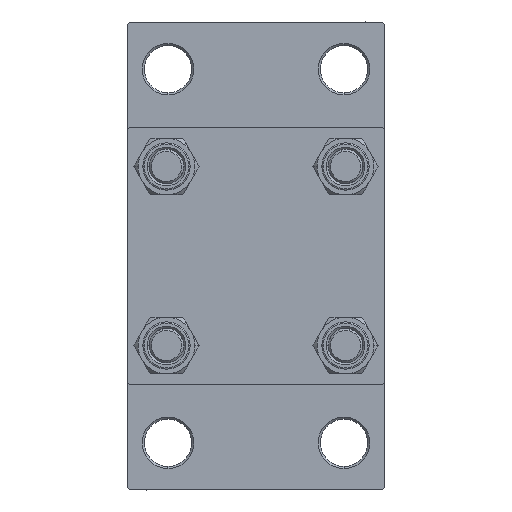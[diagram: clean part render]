
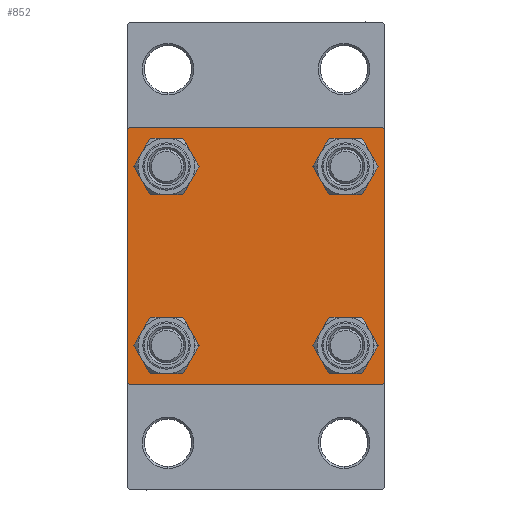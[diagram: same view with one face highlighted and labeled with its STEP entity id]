
A CAD part, left-side view. The second image highlights one B-rep face of the part: STEP entity #852.
In plain terms, the highlighted planar face has unit normal (-1, 0, 0).
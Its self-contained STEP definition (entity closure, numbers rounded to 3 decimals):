
#151 = EDGE_CURVE ( 'NONE', #39968, #36451, #30047, .T. ) ;
#765 = VERTEX_POINT ( 'NONE', #20253 ) ;
#852 = ADVANCED_FACE ( 'NONE', ( #18029, #10845, #31221, #24969, #32116 ), #9258, .T. ) ;
#1469 = LINE ( 'NONE', #12456, #26192 ) ;
#1505 = CARTESIAN_POINT ( 'NONE',  ( 0., 29.5, -30. ) ) ;
#1552 = VERTEX_POINT ( 'NONE', #22384 ) ;
#1740 = EDGE_CURVE ( 'NONE', #765, #35456, #4171, .T. ) ;
#1832 = AXIS2_PLACEMENT_3D ( 'NONE', #9415, #27570, #45237 ) ;
#2931 = VECTOR ( 'NONE', #18459, 1000. ) ;
#3171 = ORIENTED_EDGE ( 'NONE', *, *, #151, .T. ) ;
#3337 = EDGE_CURVE ( 'NONE', #36908, #20004, #36269, .T. ) ;
#3514 = CARTESIAN_POINT ( 'NONE',  ( 0., -29.75, 29.75 ) ) ;
#3825 = LINE ( 'NONE', #18165, #36339 ) ;
#4171 = LINE ( 'NONE', #14464, #35481 ) ;
#4426 = CARTESIAN_POINT ( 'NONE',  ( 0., 20.85, 20.85 ) ) ;
#6103 = DIRECTION ( 'NONE',  ( 0., 0., -1. ) ) ;
#7249 = VERTEX_POINT ( 'NONE', #1505 ) ;
#7675 = DIRECTION ( 'NONE',  ( 1., 0., 0. ) ) ;
#7720 = ORIENTED_EDGE ( 'NONE', *, *, #34871, .T. ) ;
#7831 = VERTEX_POINT ( 'NONE', #45517 ) ;
#8273 = CARTESIAN_POINT ( 'NONE',  ( 0., -20.85, -20.85 ) ) ;
#8386 = DIRECTION ( 'NONE',  ( 1., 0., 0. ) ) ;
#8496 = AXIS2_PLACEMENT_3D ( 'NONE', #8273, #29762, #25961 ) ;
#8600 = EDGE_CURVE ( 'NONE', #7249, #7831, #3825, .T. ) ;
#8661 = VERTEX_POINT ( 'NONE', #11923 ) ;
#8764 = DIRECTION ( 'NONE',  ( 1., 0., 0. ) ) ;
#8950 = ORIENTED_EDGE ( 'NONE', *, *, #3337, .T. ) ;
#9258 = PLANE ( 'NONE',  #34651 ) ;
#9344 = ORIENTED_EDGE ( 'NONE', *, *, #12955, .T. ) ;
#9415 = CARTESIAN_POINT ( 'NONE',  ( 0., 20.85, -20.85 ) ) ;
#9538 = DIRECTION ( 'NONE',  ( 1., 0., 0. ) ) ;
#9639 = ORIENTED_EDGE ( 'NONE', *, *, #30165, .T. ) ;
#10130 = EDGE_CURVE ( 'NONE', #28435, #7249, #27082, .T. ) ;
#10845 = FACE_BOUND ( 'NONE', #39349, .T. ) ;
#11882 = DIRECTION ( 'NONE',  ( 0., 0., 1. ) ) ;
#11923 = CARTESIAN_POINT ( 'NONE',  ( 0., -30., 29.5 ) ) ;
#11981 = ORIENTED_EDGE ( 'NONE', *, *, #28473, .T. ) ;
#11991 = DIRECTION ( 'NONE',  ( 0., -0.707, 0.707 ) ) ;
#12289 = ORIENTED_EDGE ( 'NONE', *, *, #8600, .T. ) ;
#12456 = CARTESIAN_POINT ( 'NONE',  ( 0., -29.75, -29.75 ) ) ;
#12826 = ORIENTED_EDGE ( 'NONE', *, *, #10130, .T. ) ;
#12955 = EDGE_CURVE ( 'NONE', #765, #19754, #44236, .T. ) ;
#13462 = ORIENTED_EDGE ( 'NONE', *, *, #40957, .T. ) ;
#13504 = CARTESIAN_POINT ( 'NONE',  ( 0., -30., 30. ) ) ;
#13980 = DIRECTION ( 'NONE',  ( -1., 0., 0. ) ) ;
#14294 = EDGE_CURVE ( 'NONE', #20004, #36908, #46416, .T. ) ;
#14464 = CARTESIAN_POINT ( 'NONE',  ( 0., 30., 30. ) ) ;
#14554 = VECTOR ( 'NONE', #15782, 1000. ) ;
#14842 = AXIS2_PLACEMENT_3D ( 'NONE', #23092, #8764, #11882 ) ;
#15324 = CARTESIAN_POINT ( 'NONE',  ( 0., 20.85, -20.85 ) ) ;
#15564 = EDGE_LOOP ( 'NONE', ( #31599, #19361 ) ) ;
#15782 = DIRECTION ( 'NONE',  ( 0., 0., -1. ) ) ;
#16235 = CARTESIAN_POINT ( 'NONE',  ( 0., -30., -29.5 ) ) ;
#16257 = CARTESIAN_POINT ( 'NONE',  ( 0., -20.85, -25.35 ) ) ;
#16420 = CARTESIAN_POINT ( 'NONE',  ( 0., 0., 0. ) ) ;
#17143 = ORIENTED_EDGE ( 'NONE', *, *, #27396, .F. ) ;
#18029 = FACE_BOUND ( 'NONE', #32955, .T. ) ;
#18165 = CARTESIAN_POINT ( 'NONE',  ( 0., 30., -30. ) ) ;
#18459 = DIRECTION ( 'NONE',  ( 0., 0.707, -0.707 ) ) ;
#19361 = ORIENTED_EDGE ( 'NONE', *, *, #43125, .T. ) ;
#19754 = VERTEX_POINT ( 'NONE', #34863 ) ;
#20004 = VERTEX_POINT ( 'NONE', #24302 ) ;
#20035 = EDGE_CURVE ( 'NONE', #8661, #35456, #43396, .T. ) ;
#20253 = CARTESIAN_POINT ( 'NONE',  ( 0., 29.5, 30. ) ) ;
#20672 = VERTEX_POINT ( 'NONE', #16235 ) ;
#21438 = DIRECTION ( 'NONE',  ( 0., 0.707, 0.707 ) ) ;
#22090 = CARTESIAN_POINT ( 'NONE',  ( 0., 20.85, -25.35 ) ) ;
#22252 = CARTESIAN_POINT ( 'NONE',  ( 0., -20.85, -20.85 ) ) ;
#22384 = CARTESIAN_POINT ( 'NONE',  ( 0., -20.85, -16.35 ) ) ;
#22446 = DIRECTION ( 'NONE',  ( 0., -1., 0. ) ) ;
#22887 = AXIS2_PLACEMENT_3D ( 'NONE', #22252, #7675, #32994 ) ;
#23092 = CARTESIAN_POINT ( 'NONE',  ( 0., -20.85, 20.85 ) ) ;
#23538 = AXIS2_PLACEMENT_3D ( 'NONE', #23629, #9538, #34139 ) ;
#23629 = CARTESIAN_POINT ( 'NONE',  ( 0., 20.85, 20.85 ) ) ;
#24302 = CARTESIAN_POINT ( 'NONE',  ( 0., 20.85, 16.35 ) ) ;
#24840 = CARTESIAN_POINT ( 'NONE',  ( 0., 20.85, -16.35 ) ) ;
#24969 = FACE_BOUND ( 'NONE', #46009, .T. ) ;
#25961 = DIRECTION ( 'NONE',  ( 0., 0., 1. ) ) ;
#26096 = CARTESIAN_POINT ( 'NONE',  ( 0., 29.75, 29.75 ) ) ;
#26192 = VECTOR ( 'NONE', #11991, 1000. ) ;
#26377 = DIRECTION ( 'NONE',  ( 0., -1., 0. ) ) ;
#27001 = EDGE_CURVE ( 'NONE', #1552, #31623, #35857, .T. ) ;
#27082 = LINE ( 'NONE', #41651, #30249 ) ;
#27083 = EDGE_LOOP ( 'NONE', ( #11981, #12826, #12289, #7720, #17143, #27486, #40479, #9344 ) ) ;
#27396 = EDGE_CURVE ( 'NONE', #8661, #20672, #46452, .T. ) ;
#27486 = ORIENTED_EDGE ( 'NONE', *, *, #20035, .T. ) ;
#27570 = DIRECTION ( 'NONE',  ( 1., 0., 0. ) ) ;
#28435 = VERTEX_POINT ( 'NONE', #39937 ) ;
#28473 = EDGE_CURVE ( 'NONE', #19754, #28435, #38225, .T. ) ;
#28646 = CIRCLE ( 'NONE', #42337, 4.5 ) ;
#29396 = VERTEX_POINT ( 'NONE', #22090 ) ;
#29762 = DIRECTION ( 'NONE',  ( 1., 0., 0. ) ) ;
#30047 = CIRCLE ( 'NONE', #45275, 4.5 ) ;
#30165 = EDGE_CURVE ( 'NONE', #31623, #1552, #42044, .T. ) ;
#30249 = VECTOR ( 'NONE', #44992, 1000. ) ;
#30393 = CARTESIAN_POINT ( 'NONE',  ( 0., -20.85, 20.85 ) ) ;
#31221 = FACE_BOUND ( 'NONE', #15564, .T. ) ;
#31599 = ORIENTED_EDGE ( 'NONE', *, *, #40405, .T. ) ;
#31623 = VERTEX_POINT ( 'NONE', #16257 ) ;
#32116 = FACE_OUTER_BOUND ( 'NONE', #27083, .T. ) ;
#32955 = EDGE_LOOP ( 'NONE', ( #13462, #3171 ) ) ;
#32994 = DIRECTION ( 'NONE',  ( 0., 0., 1. ) ) ;
#34139 = DIRECTION ( 'NONE',  ( 0., 0., 1. ) ) ;
#34651 = AXIS2_PLACEMENT_3D ( 'NONE', #16420, #13980, #39531 ) ;
#34690 = DIRECTION ( 'NONE',  ( 1., 0., 0. ) ) ;
#34863 = CARTESIAN_POINT ( 'NONE',  ( 0., 30., 29.5 ) ) ;
#34871 = EDGE_CURVE ( 'NONE', #7831, #20672, #1469, .T. ) ;
#35456 = VERTEX_POINT ( 'NONE', #46482 ) ;
#35481 = VECTOR ( 'NONE', #26377, 1000. ) ;
#35857 = CIRCLE ( 'NONE', #22887, 4.5 ) ;
#36269 = CIRCLE ( 'NONE', #37797, 4.5 ) ;
#36280 = CARTESIAN_POINT ( 'NONE',  ( 0., -20.85, 25.35 ) ) ;
#36339 = VECTOR ( 'NONE', #22446, 1000. ) ;
#36451 = VERTEX_POINT ( 'NONE', #36280 ) ;
#36899 = DIRECTION ( 'NONE',  ( 1., 0., 0. ) ) ;
#36908 = VERTEX_POINT ( 'NONE', #40915 ) ;
#37797 = AXIS2_PLACEMENT_3D ( 'NONE', #4426, #36899, #43832 ) ;
#38154 = ORIENTED_EDGE ( 'NONE', *, *, #14294, .T. ) ;
#38225 = LINE ( 'NONE', #41103, #14554 ) ;
#38492 = CIRCLE ( 'NONE', #14842, 4.5 ) ;
#39349 = EDGE_LOOP ( 'NONE', ( #41610, #9639 ) ) ;
#39531 = DIRECTION ( 'NONE',  ( 0., 0., 1. ) ) ;
#39937 = CARTESIAN_POINT ( 'NONE',  ( 0., 30., -29.5 ) ) ;
#39968 = VERTEX_POINT ( 'NONE', #43902 ) ;
#40405 = EDGE_CURVE ( 'NONE', #42390, #29396, #46858, .T. ) ;
#40479 = ORIENTED_EDGE ( 'NONE', *, *, #1740, .F. ) ;
#40915 = CARTESIAN_POINT ( 'NONE',  ( 0., 20.85, 25.35 ) ) ;
#40957 = EDGE_CURVE ( 'NONE', #36451, #39968, #38492, .T. ) ;
#41103 = CARTESIAN_POINT ( 'NONE',  ( 0., 30., 30. ) ) ;
#41610 = ORIENTED_EDGE ( 'NONE', *, *, #27001, .T. ) ;
#41651 = CARTESIAN_POINT ( 'NONE',  ( 0., 29.75, -29.75 ) ) ;
#41853 = DIRECTION ( 'NONE',  ( 0., 0., 1. ) ) ;
#42044 = CIRCLE ( 'NONE', #8496, 4.5 ) ;
#42337 = AXIS2_PLACEMENT_3D ( 'NONE', #15324, #8386, #43987 ) ;
#42390 = VERTEX_POINT ( 'NONE', #24840 ) ;
#43125 = EDGE_CURVE ( 'NONE', #29396, #42390, #28646, .T. ) ;
#43396 = LINE ( 'NONE', #3514, #45722 ) ;
#43832 = DIRECTION ( 'NONE',  ( 0., 0., 1. ) ) ;
#43902 = CARTESIAN_POINT ( 'NONE',  ( 0., -20.85, 16.35 ) ) ;
#43987 = DIRECTION ( 'NONE',  ( 0., 0., 1. ) ) ;
#44236 = LINE ( 'NONE', #26096, #2931 ) ;
#44262 = VECTOR ( 'NONE', #6103, 1000. ) ;
#44992 = DIRECTION ( 'NONE',  ( 0., -0.707, -0.707 ) ) ;
#45237 = DIRECTION ( 'NONE',  ( 0., 0., 1. ) ) ;
#45275 = AXIS2_PLACEMENT_3D ( 'NONE', #30393, #34690, #41853 ) ;
#45517 = CARTESIAN_POINT ( 'NONE',  ( 0., -29.5, -30. ) ) ;
#45722 = VECTOR ( 'NONE', #21438, 1000. ) ;
#46009 = EDGE_LOOP ( 'NONE', ( #8950, #38154 ) ) ;
#46416 = CIRCLE ( 'NONE', #23538, 4.5 ) ;
#46452 = LINE ( 'NONE', #13504, #44262 ) ;
#46482 = CARTESIAN_POINT ( 'NONE',  ( 0., -29.5, 30. ) ) ;
#46858 = CIRCLE ( 'NONE', #1832, 4.5 ) ;
